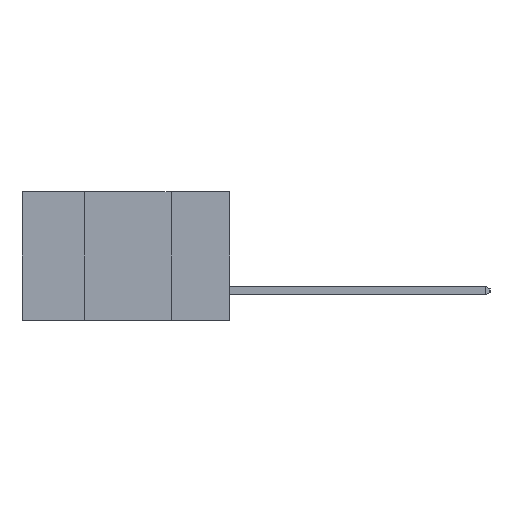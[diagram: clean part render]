
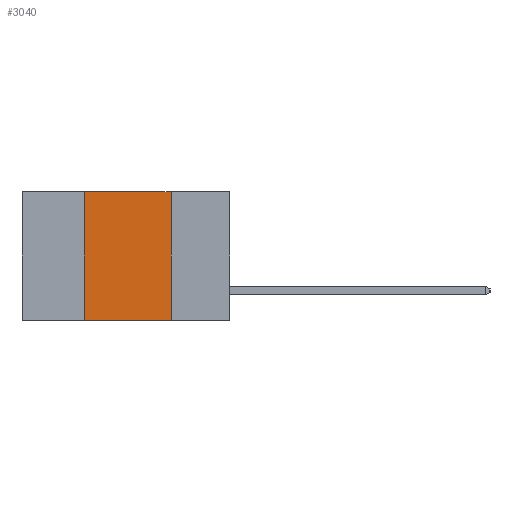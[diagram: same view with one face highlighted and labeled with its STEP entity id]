
A CAD part, left-side view. The second image highlights one B-rep face of the part: STEP entity #3040.
In plain terms, the highlighted planar face has unit normal (-1, 0, 0).
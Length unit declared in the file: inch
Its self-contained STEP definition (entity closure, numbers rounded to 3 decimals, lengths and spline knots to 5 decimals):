
#602 = DIRECTION ( 'NONE',  ( 1., 0., 0. ) ) ;
#1051 = CARTESIAN_POINT ( 'NONE',  ( 0., 0.17, 0. ) ) ;
#1265 = AXIS2_PLACEMENT_3D ( 'NONE', #11815, #602, #5829 ) ;
#1346 = ORIENTED_EDGE ( 'NONE', *, *, #2156, .T. ) ;
#1381 = CARTESIAN_POINT ( 'NONE',  ( 0., 0.17, 0. ) ) ;
#1383 = CARTESIAN_POINT ( 'NONE',  ( 0., 0.42, 0. ) ) ;
#1711 = ORIENTED_EDGE ( 'NONE', *, *, #10860, .F. ) ;
#1951 = VECTOR ( 'NONE', #2843, 39.37008 ) ;
#2156 = EDGE_CURVE ( 'NONE', #14566, #10156, #5839, .T. ) ;
#2425 = CARTESIAN_POINT ( 'NONE',  ( 0., 0.6, -0.37 ) ) ;
#2843 = DIRECTION ( 'NONE',  ( 0., -1., 0. ) ) ;
#3040 = ADVANCED_FACE ( 'NONE', ( #4186 ), #15507, .F. ) ;
#4186 = FACE_OUTER_BOUND ( 'NONE', #7260, .T. ) ;
#4832 = CARTESIAN_POINT ( 'NONE',  ( 0., 0.17, -0.37 ) ) ;
#4920 = CARTESIAN_POINT ( 'NONE',  ( 0., 0.6, 0. ) ) ;
#5080 = LINE ( 'NONE', #4920, #8400 ) ;
#5533 = ORIENTED_EDGE ( 'NONE', *, *, #11492, .F. ) ;
#5829 = DIRECTION ( 'NONE',  ( 0., 0., -1. ) ) ;
#5839 = LINE ( 'NONE', #2425, #1951 ) ;
#6237 = VERTEX_POINT ( 'NONE', #15738 ) ;
#6508 = EDGE_CURVE ( 'NONE', #14566, #6237, #12749, .T. ) ;
#7260 = EDGE_LOOP ( 'NONE', ( #5533, #1711, #11886, #1346 ) ) ;
#7458 = DIRECTION ( 'NONE',  ( 0., 0., -1. ) ) ;
#8022 = VECTOR ( 'NONE', #7458, 39.37008 ) ;
#8400 = VECTOR ( 'NONE', #14639, 39.37008 ) ;
#9521 = VECTOR ( 'NONE', #11392, 39.37008 ) ;
#9703 = VERTEX_POINT ( 'NONE', #1381 ) ;
#10156 = VERTEX_POINT ( 'NONE', #4832 ) ;
#10860 = EDGE_CURVE ( 'NONE', #6237, #9703, #5080, .T. ) ;
#11213 = LINE ( 'NONE', #1051, #8022 ) ;
#11392 = DIRECTION ( 'NONE',  ( 0., 0., 1. ) ) ;
#11492 = EDGE_CURVE ( 'NONE', #9703, #10156, #11213, .T. ) ;
#11815 = CARTESIAN_POINT ( 'NONE',  ( 0., 0.6, 0. ) ) ;
#11886 = ORIENTED_EDGE ( 'NONE', *, *, #6508, .F. ) ;
#12152 = CARTESIAN_POINT ( 'NONE',  ( 0., 0.42, -0.37 ) ) ;
#12749 = LINE ( 'NONE', #1383, #9521 ) ;
#14566 = VERTEX_POINT ( 'NONE', #12152 ) ;
#14639 = DIRECTION ( 'NONE',  ( 0., -1., 0. ) ) ;
#15507 = PLANE ( 'NONE',  #1265 ) ;
#15738 = CARTESIAN_POINT ( 'NONE',  ( 0., 0.42, 0. ) ) ;
